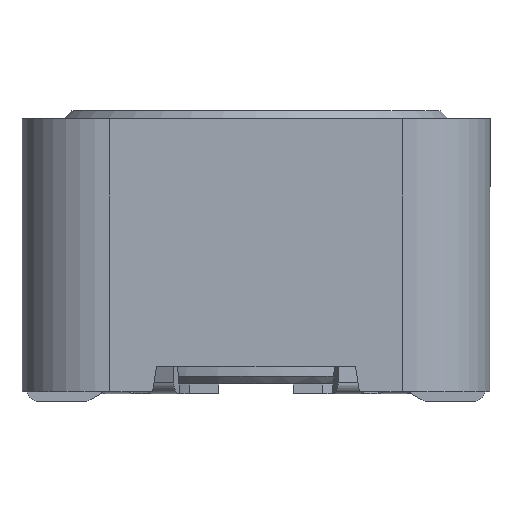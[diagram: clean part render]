
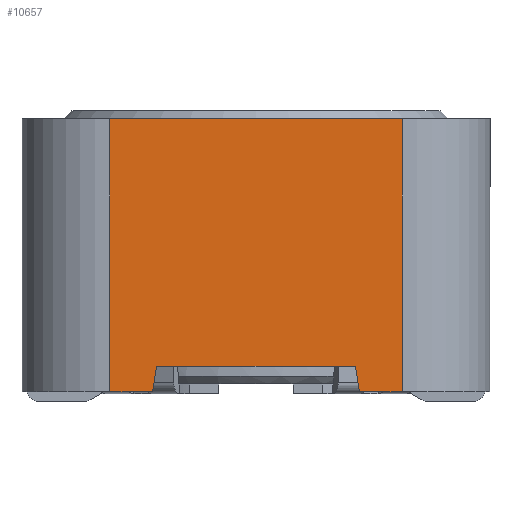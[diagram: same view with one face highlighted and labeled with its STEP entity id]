
A CAD part, front view. The second image highlights one B-rep face of the part: STEP entity #10657.
In plain terms, the highlighted face is planar.
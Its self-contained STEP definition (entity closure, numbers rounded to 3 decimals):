
#592=LINE('',#15767,#1420);
#595=LINE('',#15773,#1423);
#597=LINE('',#15777,#1425);
#599=LINE('',#15798,#1427);
#604=LINE('',#15821,#1432);
#607=LINE('',#15828,#1435);
#614=LINE('',#15842,#1442);
#615=LINE('',#15844,#1443);
#1420=VECTOR('',#12502,1000.);
#1423=VECTOR('',#12507,1000.);
#1425=VECTOR('',#12511,1000.);
#1427=VECTOR('',#12543,1000.);
#1432=VECTOR('',#12564,1000.);
#1435=VECTOR('',#12571,1000.);
#1442=VECTOR('',#12592,1000.);
#1443=VECTOR('',#12595,1000.);
#3071=ORIENTED_EDGE('',*,*,#4798,.F.);
#3072=ORIENTED_EDGE('',*,*,#4800,.F.);
#3073=ORIENTED_EDGE('',*,*,#4795,.F.);
#3074=ORIENTED_EDGE('',*,*,#4836,.T.);
#3075=ORIENTED_EDGE('',*,*,#4822,.F.);
#3076=ORIENTED_EDGE('',*,*,#4826,.F.);
#3077=ORIENTED_EDGE('',*,*,#4812,.T.);
#3078=ORIENTED_EDGE('',*,*,#4837,.T.);
#4795=EDGE_CURVE('',#5768,#5769,#592,.T.);
#4798=EDGE_CURVE('',#5770,#5771,#595,.T.);
#4800=EDGE_CURVE('',#5769,#5770,#597,.T.);
#4812=EDGE_CURVE('',#5773,#5775,#599,.T.);
#4822=EDGE_CURVE('',#5784,#5786,#604,.T.);
#4826=EDGE_CURVE('',#5773,#5784,#607,.T.);
#4836=EDGE_CURVE('',#5768,#5786,#614,.T.);
#4837=EDGE_CURVE('',#5775,#5771,#615,.T.);
#5768=VERTEX_POINT('',#15766);
#5769=VERTEX_POINT('',#15768);
#5770=VERTEX_POINT('',#15772);
#5771=VERTEX_POINT('',#15774);
#5773=VERTEX_POINT('',#15793);
#5775=VERTEX_POINT('',#15797);
#5784=VERTEX_POINT('',#15819);
#5786=VERTEX_POINT('',#15822);
#6593=EDGE_LOOP('',(#3071,#3072,#3073,#3074,#3075,#3076,#3077,#3078));
#7057=FACE_BOUND('',#6593,.T.);
#7410=PLANE('',#11163);
#10657=ADVANCED_FACE('',(#7057),#7410,.F.);
#11163=AXIS2_PLACEMENT_3D('',#15843,#12593,#12594);
#12502=DIRECTION('',(0.,-0.152,0.988));
#12507=DIRECTION('',(0.,-0.152,-0.988));
#12511=DIRECTION('',(0.,-1.,0.));
#12543=DIRECTION('',(0.,0.,-1.));
#12564=DIRECTION('',(0.,0.,-1.));
#12571=DIRECTION('',(0.,1.,0.));
#12592=DIRECTION('',(0.,1.,0.));
#12593=DIRECTION('',(-1.,0.,0.));
#12594=DIRECTION('',(0.,0.,1.));
#12595=DIRECTION('',(0.,1.,0.));
#15766=CARTESIAN_POINT('',(6.,2.65,0.05));
#15767=CARTESIAN_POINT('',(6.,1.398,8.188));
#15768=CARTESIAN_POINT('',(6.,2.55,0.7));
#15772=CARTESIAN_POINT('',(6.,-2.55,0.7));
#15773=CARTESIAN_POINT('',(6.,-1.675,6.385));
#15774=CARTESIAN_POINT('',(6.,-2.65,0.05));
#15777=CARTESIAN_POINT('',(6.,-6.,0.7));
#15793=CARTESIAN_POINT('',(6.,-3.75,7.05));
#15797=CARTESIAN_POINT('',(6.,-3.75,0.05));
#15798=CARTESIAN_POINT('',(6.,-3.75,7.05));
#15819=CARTESIAN_POINT('',(6.,3.75,7.05));
#15821=CARTESIAN_POINT('',(6.,3.75,7.05));
#15822=CARTESIAN_POINT('',(6.,3.75,0.05));
#15828=CARTESIAN_POINT('',(6.,-6.,7.05));
#15842=CARTESIAN_POINT('',(6.,-6.,0.05));
#15843=CARTESIAN_POINT('',(6.,-6.,7.05));
#15844=CARTESIAN_POINT('',(6.,-6.,0.05));
